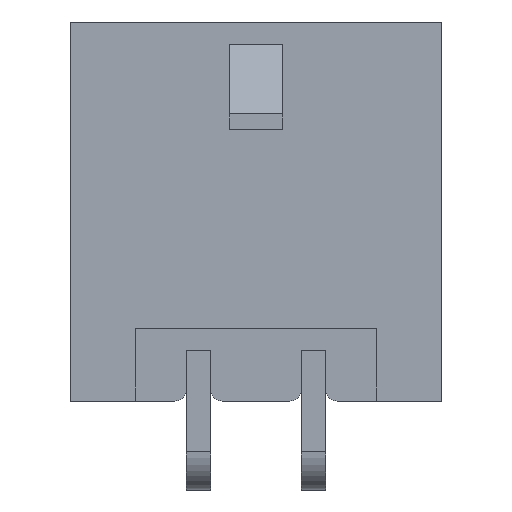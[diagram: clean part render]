
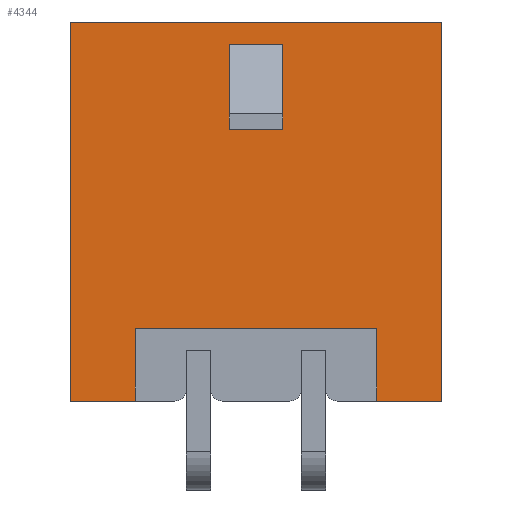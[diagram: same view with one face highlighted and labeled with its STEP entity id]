
A CAD part, front view. The second image highlights one B-rep face of the part: STEP entity #4344.
In plain terms, the highlighted planar face has unit normal (0, -1, 0).
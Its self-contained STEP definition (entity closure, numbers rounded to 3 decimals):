
#205=ORIENTED_EDGE('',*,*,#1483,.F.);
#206=ORIENTED_EDGE('',*,*,#1484,.F.);
#207=ORIENTED_EDGE('',*,*,#1485,.T.);
#208=ORIENTED_EDGE('',*,*,#1486,.T.);
#209=ORIENTED_EDGE('',*,*,#1487,.T.);
#210=ORIENTED_EDGE('',*,*,#1488,.T.);
#211=ORIENTED_EDGE('',*,*,#1416,.F.);
#212=ORIENTED_EDGE('',*,*,#1489,.T.);
#213=ORIENTED_EDGE('',*,*,#1490,.T.);
#214=ORIENTED_EDGE('',*,*,#1491,.F.);
#215=ORIENTED_EDGE('',*,*,#1492,.F.);
#216=ORIENTED_EDGE('',*,*,#1493,.T.);
#1416=EDGE_CURVE('',#2060,#2061,#2482,.T.);
#1483=EDGE_CURVE('',#2117,#2118,#2543,.T.);
#1484=EDGE_CURVE('',#2119,#2117,#2544,.T.);
#1485=EDGE_CURVE('',#2119,#2120,#2545,.T.);
#1486=EDGE_CURVE('',#2120,#2118,#2546,.T.);
#1487=EDGE_CURVE('',#2121,#2122,#2547,.T.);
#1488=EDGE_CURVE('',#2122,#2061,#2548,.T.);
#1489=EDGE_CURVE('',#2060,#2123,#2549,.T.);
#1490=EDGE_CURVE('',#2123,#2124,#2550,.T.);
#1491=EDGE_CURVE('',#2125,#2124,#2551,.T.);
#1492=EDGE_CURVE('',#2126,#2125,#2552,.T.);
#1493=EDGE_CURVE('',#2126,#2121,#2553,.T.);
#2060=VERTEX_POINT('',#6033);
#2061=VERTEX_POINT('',#6035);
#2117=VERTEX_POINT('',#6170);
#2118=VERTEX_POINT('',#6171);
#2119=VERTEX_POINT('',#6173);
#2120=VERTEX_POINT('',#6175);
#2121=VERTEX_POINT('',#6178);
#2122=VERTEX_POINT('',#6179);
#2123=VERTEX_POINT('',#6182);
#2124=VERTEX_POINT('',#6184);
#2125=VERTEX_POINT('',#6186);
#2126=VERTEX_POINT('',#6188);
#2482=LINE('',#6034,#3080);
#2543=LINE('',#6169,#3141);
#2544=LINE('',#6172,#3142);
#2545=LINE('',#6174,#3143);
#2546=LINE('',#6176,#3144);
#2547=LINE('',#6177,#3145);
#2548=LINE('',#6180,#3146);
#2549=LINE('',#6181,#3147);
#2550=LINE('',#6183,#3148);
#2551=LINE('',#6185,#3149);
#2552=LINE('',#6187,#3150);
#2553=LINE('',#6189,#3151);
#3080=VECTOR('',#4884,1000.);
#3141=VECTOR('',#4981,1000.);
#3142=VECTOR('',#4982,1000.);
#3143=VECTOR('',#4983,1000.);
#3144=VECTOR('',#4984,1000.);
#3145=VECTOR('',#4985,1000.);
#3146=VECTOR('',#4986,1000.);
#3147=VECTOR('',#4987,1000.);
#3148=VECTOR('',#4988,1000.);
#3149=VECTOR('',#4989,1000.);
#3150=VECTOR('',#4990,1000.);
#3151=VECTOR('',#4991,1000.);
#3675=EDGE_LOOP('',(#205,#206,#207,#208));
#3676=EDGE_LOOP('',(#209,#210,#211,#212,#213,#214,#215,#216));
#3909=FACE_BOUND('',#3675,.T.);
#3910=FACE_BOUND('',#3676,.T.);
#4143=PLANE('',#4609);
#4344=ADVANCED_FACE('',(#3909,#3910),#4143,.T.);
#4609=AXIS2_PLACEMENT_3D('',#6168,#4979,#4980);
#4884=DIRECTION('',(-1.,0.,0.));
#4979=DIRECTION('',(0.,-1.,0.));
#4980=DIRECTION('',(0.,0.,-1.));
#4981=DIRECTION('',(-1.,0.,0.));
#4982=DIRECTION('',(0.,0.,1.));
#4983=DIRECTION('',(-1.,0.,0.));
#4984=DIRECTION('',(0.,0.,1.));
#4985=DIRECTION('',(1.,0.,0.));
#4986=DIRECTION('',(0.,0.,-1.));
#4987=DIRECTION('',(0.,0.,1.));
#4988=DIRECTION('',(-1.,0.,0.));
#4989=DIRECTION('',(0.,0.,1.));
#4990=DIRECTION('',(-1.,0.,0.));
#4991=DIRECTION('',(0.,0.,1.));
#6033=CARTESIAN_POINT('',(4.85,-3.43,-4.95));
#6034=CARTESIAN_POINT('',(4.85,-3.43,-4.95));
#6035=CARTESIAN_POINT('',(3.15,-3.43,-4.95));
#6168=CARTESIAN_POINT('',(4.85,-3.43,-4.95));
#6169=CARTESIAN_POINT('',(0.7,-3.43,4.35));
#6170=CARTESIAN_POINT('',(0.7,-3.43,4.35));
#6171=CARTESIAN_POINT('',(-0.7,-3.43,4.35));
#6172=CARTESIAN_POINT('',(0.7,-3.43,2.15));
#6173=CARTESIAN_POINT('',(0.7,-3.43,2.15));
#6174=CARTESIAN_POINT('',(0.7,-3.43,2.15));
#6175=CARTESIAN_POINT('',(-0.7,-3.43,2.15));
#6176=CARTESIAN_POINT('',(-0.7,-3.43,2.15));
#6177=CARTESIAN_POINT('',(-3.15,-3.43,-3.05));
#6178=CARTESIAN_POINT('',(-3.15,-3.43,-3.05));
#6179=CARTESIAN_POINT('',(3.15,-3.43,-3.05));
#6180=CARTESIAN_POINT('',(3.15,-3.43,-3.05));
#6181=CARTESIAN_POINT('',(4.85,-3.43,-4.95));
#6182=CARTESIAN_POINT('',(4.85,-3.43,4.95));
#6183=CARTESIAN_POINT('',(4.85,-3.43,4.95));
#6184=CARTESIAN_POINT('',(-4.85,-3.43,4.95));
#6185=CARTESIAN_POINT('',(-4.85,-3.43,-4.95));
#6186=CARTESIAN_POINT('',(-4.85,-3.43,-4.95));
#6187=CARTESIAN_POINT('',(4.85,-3.43,-4.95));
#6188=CARTESIAN_POINT('',(-3.15,-3.43,-4.95));
#6189=CARTESIAN_POINT('',(-3.15,-3.43,-4.95));
